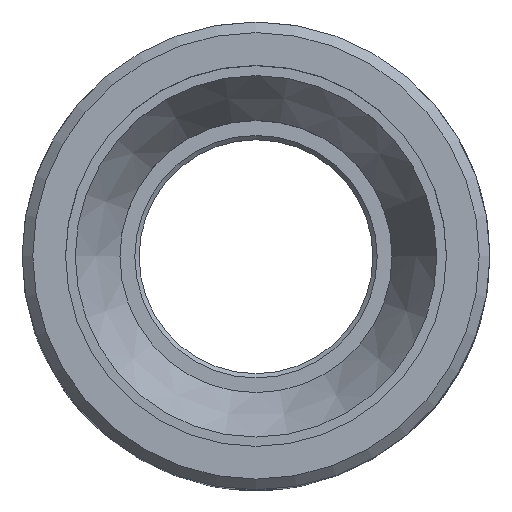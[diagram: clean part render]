
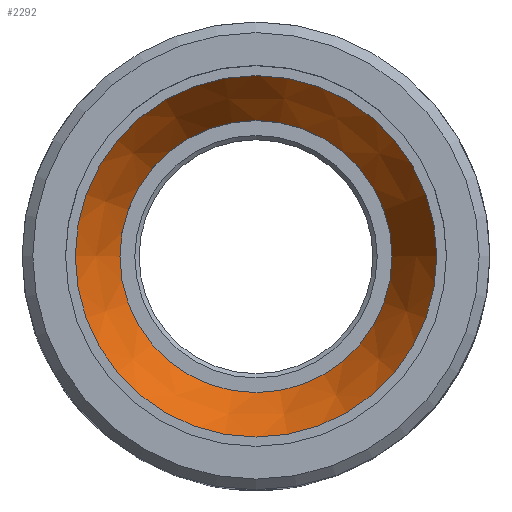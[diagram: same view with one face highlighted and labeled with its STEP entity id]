
A CAD part, top view. The second image highlights one B-rep face of the part: STEP entity #2292.
In plain terms, the highlighted conical face has half-angle 30 degrees and reference radius 6.4 mm.
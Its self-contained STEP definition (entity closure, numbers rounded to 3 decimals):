
#65=CONICAL_SURFACE('',#2470,6.4,0.524);
#710=ORIENTED_EDGE('',*,*,#1005,.F.);
#711=ORIENTED_EDGE('',*,*,#1006,.T.);
#1005=EDGE_CURVE('',#1157,#1157,#1240,.T.);
#1006=EDGE_CURVE('',#1158,#1158,#1241,.T.);
#1157=VERTEX_POINT('',#3500);
#1158=VERTEX_POINT('',#3502);
#1240=CIRCLE('',#2471,6.4);
#1241=CIRCLE('',#2472,8.683);
#1341=EDGE_LOOP('',(#710));
#1342=EDGE_LOOP('',(#711));
#1455=FACE_BOUND('',#1341,.T.);
#1456=FACE_BOUND('',#1342,.T.);
#2292=ADVANCED_FACE('',(#1455,#1456),#65,.F.);
#2470=AXIS2_PLACEMENT_3D('',#3498,#2942,#2943);
#2471=AXIS2_PLACEMENT_3D('',#3499,#2944,#2945);
#2472=AXIS2_PLACEMENT_3D('',#3501,#2946,#2947);
#2942=DIRECTION('',(0.,0.,1.));
#2943=DIRECTION('',(1.,0.,0.));
#2944=DIRECTION('',(0.,0.,1.));
#2945=DIRECTION('',(1.,0.,0.));
#2946=DIRECTION('',(0.,0.,1.));
#2947=DIRECTION('',(1.,0.,0.));
#3498=CARTESIAN_POINT('',(0.,0.,5.445));
#3499=CARTESIAN_POINT('',(0.,0.,5.445));
#3500=CARTESIAN_POINT('',(6.4,0.,5.445));
#3501=CARTESIAN_POINT('',(0.,0.,9.4));
#3502=CARTESIAN_POINT('',(8.683,0.,9.4));
